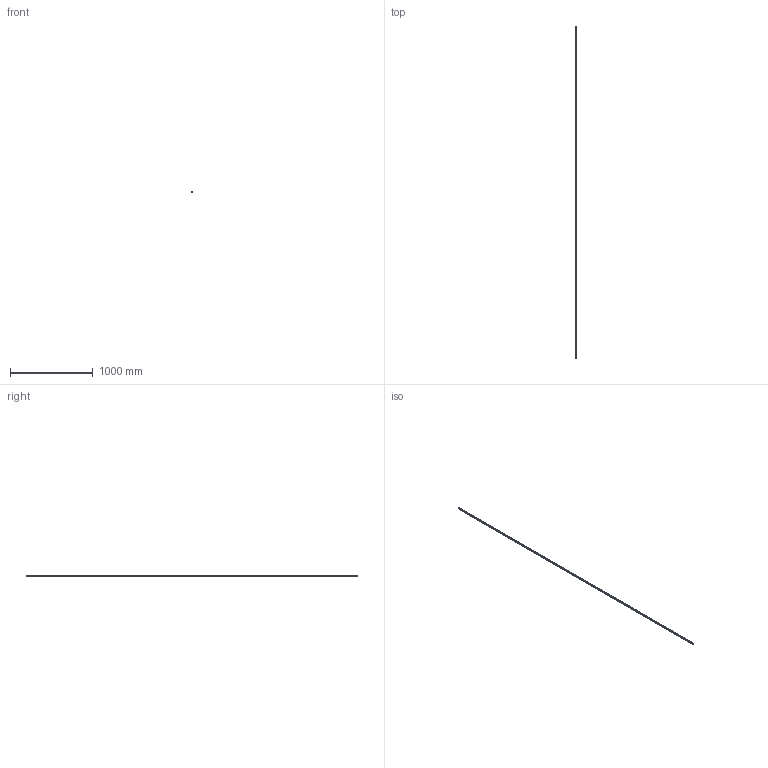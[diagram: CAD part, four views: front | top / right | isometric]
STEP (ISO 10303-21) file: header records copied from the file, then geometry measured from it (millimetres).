
FILE_DESCRIPTION(('STEP AP214'),'1');
FILE_NAME('cctmp_81D50A52-7B64-4DAC-B2A4-61CB9D596563_2024_08_08_16_51_07_0941..stp','2024-08-08T14:51:08',('HIWIN GmbH'),('CADClick - www.CADClick.com'),'Spatial InterOp 3D',' ','unknown authorization');
FILE_SCHEMA(('AUTOMOTIVE_DESIGN'));
Length unit declared in the file: millimetre
Products named in the file (3): cc_unnamed; EGR15U4000C_FILE_1; EGR15U4000C_FILE
Assembly tree (2 placements, depth 2):
  cc_unnamed
    EGR15U4000C_FILE_1
    EGR15U4000C_FILE
Bounding box: 15 x 4000 x 12.5 mm (x, y, z)
Volume: 637096.4 mm3; surface area: 243885.7 mm2
Topology: 2 solids, 2 shells, 876 faces, 2190 edges, 1460 vertices
Faces by surface type: cylinder 438, plane 438
Entity records: 33786 total; most frequent: DIRECTION 5092, CARTESIAN_POINT 4529, ORIENTED_EDGE 4380, EDGE_CURVE 2190, AXIS2_PLACEMENT_3D 2023, VERTEX_POINT 1460, LINE 1046, VECTOR 1046
